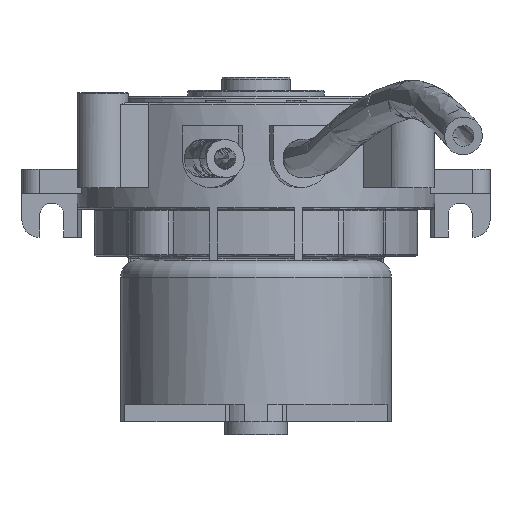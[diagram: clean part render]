
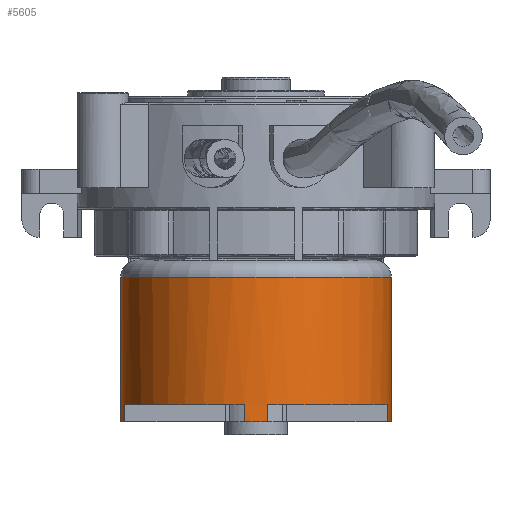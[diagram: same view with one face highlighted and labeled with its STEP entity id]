
A CAD part, front view. The second image highlights one B-rep face of the part: STEP entity #5605.
In plain terms, the highlighted cylindrical face has radius 15.9 mm (diameter 31.8 mm), a partial arc.
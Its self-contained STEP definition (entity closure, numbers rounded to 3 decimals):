
#738 = ORIENTED_EDGE ( 'NONE', *, *, #14163, .F. ) ;
#761 = LINE ( 'NONE', #10806, #12169 ) ;
#802 = LINE ( 'NONE', #11552, #17758 ) ;
#1237 = AXIS2_PLACEMENT_3D ( 'NONE', #3364, #16378, #3436 ) ;
#1242 = LINE ( 'NONE', #1376, #17640 ) ;
#1248 = EDGE_CURVE ( 'NONE', #7260, #20206, #20320, .T. ) ;
#1376 = CARTESIAN_POINT ( 'NONE',  ( 1.375, -24.84, -25. ) ) ;
#1689 = CYLINDRICAL_SURFACE ( 'NONE', #15255, 15.9 ) ;
#1996 = CIRCLE ( 'NONE', #19536, 15.9 ) ;
#2281 = ORIENTED_EDGE ( 'NONE', *, *, #14513, .F. ) ;
#2458 = VERTEX_POINT ( 'NONE', #10364 ) ;
#2465 = DIRECTION ( 'NONE',  ( -1., 0., 0. ) ) ;
#3203 = CARTESIAN_POINT ( 'NONE',  ( 0., -9., -25. ) ) ;
#3261 = DIRECTION ( 'NONE',  ( 0., 0., -1. ) ) ;
#3364 = CARTESIAN_POINT ( 'NONE',  ( 0., -9., -8. ) ) ;
#3436 = DIRECTION ( 'NONE',  ( -1., 0., 0. ) ) ;
#3603 = ORIENTED_EDGE ( 'NONE', *, *, #10956, .F. ) ;
#3727 = FACE_OUTER_BOUND ( 'NONE', #20788, .T. ) ;
#4365 = DIRECTION ( 'NONE',  ( 0., 0., 1. ) ) ;
#4631 = VERTEX_POINT ( 'NONE', #9047 ) ;
#4690 = CARTESIAN_POINT ( 'NONE',  ( 0., -9., -25. ) ) ;
#4747 = DIRECTION ( 'NONE',  ( 1., 0., 0. ) ) ;
#5022 = EDGE_CURVE ( 'NONE', #17507, #2458, #9313, .T. ) ;
#5605 = ADVANCED_FACE ( 'NONE', ( #3727 ), #1689, .T. ) ;
#5772 = DIRECTION ( 'NONE',  ( 0., 0., 1. ) ) ;
#5861 = DIRECTION ( 'NONE',  ( 0., 0., -1. ) ) ;
#6098 = VECTOR ( 'NONE', #4365, 1000. ) ;
#6164 = DIRECTION ( 'NONE',  ( 0., 0., 1. ) ) ;
#6461 = DIRECTION ( 'NONE',  ( -1., 0., 0. ) ) ;
#7150 = ORIENTED_EDGE ( 'NONE', *, *, #9156, .F. ) ;
#7257 = ORIENTED_EDGE ( 'NONE', *, *, #10620, .F. ) ;
#7260 = VERTEX_POINT ( 'NONE', #16789 ) ;
#7410 = CARTESIAN_POINT ( 'NONE',  ( -15.414, -12.9, -25. ) ) ;
#8388 = VECTOR ( 'NONE', #18787, 1000. ) ;
#8581 = AXIS2_PLACEMENT_3D ( 'NONE', #4690, #3261, #20698 ) ;
#8904 = DIRECTION ( 'NONE',  ( 0., 0., -1. ) ) ;
#9039 = ORIENTED_EDGE ( 'NONE', *, *, #12370, .F. ) ;
#9047 = CARTESIAN_POINT ( 'NONE',  ( 15.414, -12.9, -23. ) ) ;
#9156 = EDGE_CURVE ( 'NONE', #18604, #17969, #802, .T. ) ;
#9313 = CIRCLE ( 'NONE', #14167, 15.9 ) ;
#9370 = CARTESIAN_POINT ( 'NONE',  ( 1.375, -24.84, -23. ) ) ;
#9474 = VECTOR ( 'NONE', #6164, 1000. ) ;
#9740 = CARTESIAN_POINT ( 'NONE',  ( 0., -9., -23. ) ) ;
#9869 = VERTEX_POINT ( 'NONE', #18358 ) ;
#9899 = CIRCLE ( 'NONE', #15148, 15.9 ) ;
#10024 = ORIENTED_EDGE ( 'NONE', *, *, #16719, .T. ) ;
#10202 = ORIENTED_EDGE ( 'NONE', *, *, #10636, .T. ) ;
#10340 = DIRECTION ( 'NONE',  ( 0., 0., 1. ) ) ;
#10364 = CARTESIAN_POINT ( 'NONE',  ( -1.375, -24.84, -25. ) ) ;
#10620 = EDGE_CURVE ( 'NONE', #9869, #4631, #761, .T. ) ;
#10636 = EDGE_CURVE ( 'NONE', #19888, #16127, #12673, .T. ) ;
#10774 = CARTESIAN_POINT ( 'NONE',  ( 15.9, -9., -23. ) ) ;
#10802 = VERTEX_POINT ( 'NONE', #9370 ) ;
#10806 = CARTESIAN_POINT ( 'NONE',  ( 15.414, -12.9, -25. ) ) ;
#10956 = EDGE_CURVE ( 'NONE', #19888, #18604, #15442, .T. ) ;
#11279 = CARTESIAN_POINT ( 'NONE',  ( -15.9, -9., -8. ) ) ;
#11407 = CIRCLE ( 'NONE', #13420, 15.9 ) ;
#11502 = EDGE_CURVE ( 'NONE', #2458, #17679, #13482, .T. ) ;
#11552 = CARTESIAN_POINT ( 'NONE',  ( -15.9, -9., -23. ) ) ;
#11826 = ORIENTED_EDGE ( 'NONE', *, *, #11502, .F. ) ;
#12169 = VECTOR ( 'NONE', #5772, 1000. ) ;
#12284 = ORIENTED_EDGE ( 'NONE', *, *, #1248, .T. ) ;
#12351 = DIRECTION ( 'NONE',  ( -1., 0., 0. ) ) ;
#12370 = EDGE_CURVE ( 'NONE', #4631, #10802, #1996, .T. ) ;
#12531 = CARTESIAN_POINT ( 'NONE',  ( -15.414, -12.9, -23. ) ) ;
#12673 = LINE ( 'NONE', #7410, #6098 ) ;
#13420 = AXIS2_PLACEMENT_3D ( 'NONE', #20459, #5861, #2465 ) ;
#13482 = LINE ( 'NONE', #15650, #8388 ) ;
#13536 = CARTESIAN_POINT ( 'NONE',  ( 15.9, -9., -8. ) ) ;
#14065 = CARTESIAN_POINT ( 'NONE',  ( 0., -9., -23. ) ) ;
#14163 = EDGE_CURVE ( 'NONE', #7260, #9869, #9899, .T. ) ;
#14167 = AXIS2_PLACEMENT_3D ( 'NONE', #3203, #19555, #6461 ) ;
#14513 = EDGE_CURVE ( 'NONE', #17679, #16127, #11407, .T. ) ;
#14663 = ORIENTED_EDGE ( 'NONE', *, *, #5022, .F. ) ;
#15000 = CIRCLE ( 'NONE', #1237, 15.9 ) ;
#15148 = AXIS2_PLACEMENT_3D ( 'NONE', #15345, #8904, #20183 ) ;
#15163 = CARTESIAN_POINT ( 'NONE',  ( -1.375, -24.84, -23. ) ) ;
#15255 = AXIS2_PLACEMENT_3D ( 'NONE', #9740, #17514, #4747 ) ;
#15345 = CARTESIAN_POINT ( 'NONE',  ( 0., -9., -25. ) ) ;
#15442 = CIRCLE ( 'NONE', #8581, 15.9 ) ;
#15650 = CARTESIAN_POINT ( 'NONE',  ( -1.375, -24.84, -25. ) ) ;
#16121 = CARTESIAN_POINT ( 'NONE',  ( 1.375, -24.84, -25. ) ) ;
#16127 = VERTEX_POINT ( 'NONE', #12531 ) ;
#16378 = DIRECTION ( 'NONE',  ( 0., 0., -1. ) ) ;
#16719 = EDGE_CURVE ( 'NONE', #20206, #17969, #15000, .T. ) ;
#16727 = CARTESIAN_POINT ( 'NONE',  ( -15.9, -9., -25. ) ) ;
#16746 = ORIENTED_EDGE ( 'NONE', *, *, #17156, .T. ) ;
#16789 = CARTESIAN_POINT ( 'NONE',  ( 15.9, -9., -25. ) ) ;
#17156 = EDGE_CURVE ( 'NONE', #17507, #10802, #1242, .T. ) ;
#17507 = VERTEX_POINT ( 'NONE', #16121 ) ;
#17514 = DIRECTION ( 'NONE',  ( 0., 0., 1. ) ) ;
#17640 = VECTOR ( 'NONE', #20914, 1000. ) ;
#17679 = VERTEX_POINT ( 'NONE', #15163 ) ;
#17758 = VECTOR ( 'NONE', #10340, 1000. ) ;
#17969 = VERTEX_POINT ( 'NONE', #11279 ) ;
#18358 = CARTESIAN_POINT ( 'NONE',  ( 15.414, -12.9, -25. ) ) ;
#18604 = VERTEX_POINT ( 'NONE', #16727 ) ;
#18787 = DIRECTION ( 'NONE',  ( 0., 0., 1. ) ) ;
#19536 = AXIS2_PLACEMENT_3D ( 'NONE', #14065, #20434, #12351 ) ;
#19555 = DIRECTION ( 'NONE',  ( 0., 0., -1. ) ) ;
#19888 = VERTEX_POINT ( 'NONE', #20561 ) ;
#20183 = DIRECTION ( 'NONE',  ( -1., 0., 0. ) ) ;
#20206 = VERTEX_POINT ( 'NONE', #13536 ) ;
#20320 = LINE ( 'NONE', #10774, #9474 ) ;
#20434 = DIRECTION ( 'NONE',  ( 0., 0., -1. ) ) ;
#20459 = CARTESIAN_POINT ( 'NONE',  ( 0., -9., -23. ) ) ;
#20561 = CARTESIAN_POINT ( 'NONE',  ( -15.414, -12.9, -25. ) ) ;
#20698 = DIRECTION ( 'NONE',  ( -1., 0., 0. ) ) ;
#20788 = EDGE_LOOP ( 'NONE', ( #7150, #3603, #10202, #2281, #11826, #14663, #16746, #9039, #7257, #738, #12284, #10024 ) ) ;
#20914 = DIRECTION ( 'NONE',  ( 0., 0., 1. ) ) ;
